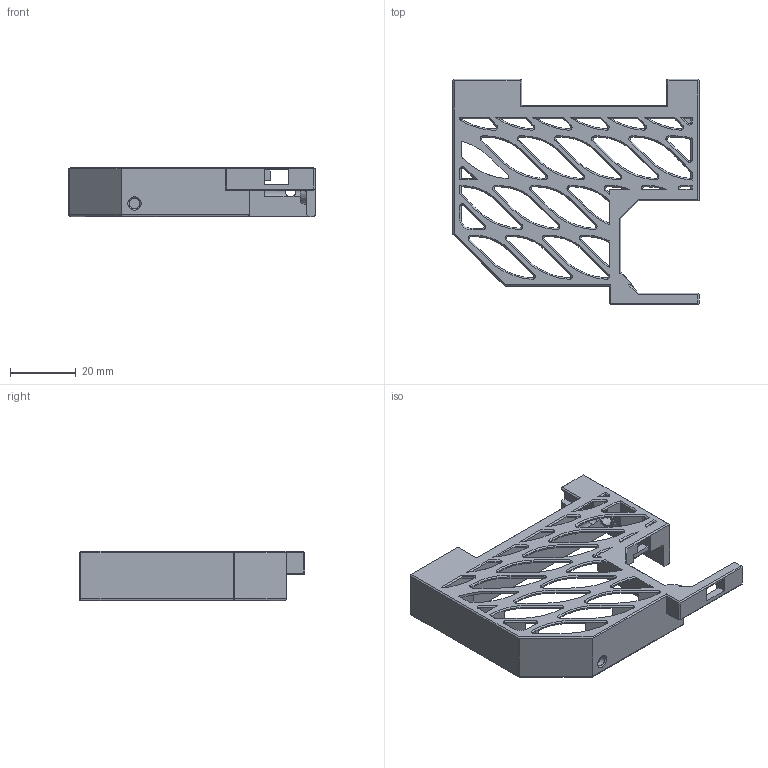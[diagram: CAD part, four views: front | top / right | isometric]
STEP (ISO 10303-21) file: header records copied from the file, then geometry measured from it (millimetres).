
FILE_DESCRIPTION(/* description */ (''),/* implementation_level */ '2;1');
FILE_NAME(/* name */ 'rear_skirt_A_x1.step',/* time_stamp */ '2026-01-13T22:15:23-05:00',/* author */ (''),/* organization */ (''),/* preprocessor_version */ 'ST-DEVELOPER v20.1',/* originating_system */ 'Autodesk Translation Framework v14.21.0.0',/* authorisation */ '');
FILE_SCHEMA (('AUTOMOTIVE_DESIGN { 1 0 10303 214 3 1 1 }'));
Length unit declared in the file: millimetre
Products named in the file (1): Rear Skirt
Bounding box: 75 x 68.6 x 15 mm (x, y, z)
Volume: 15821 mm3; surface area: 12957.1 mm2
Topology: 1 solids, 1 shells, 459 faces, 1248 edges, 761 vertices
Faces by surface type: plane 218, cylinder 138, cone 91, bspline 5, sphere 5, torus 2
Full cylindrical faces by diameter (mm): 3.3 x3, 4.7 x1, 6 x1
Entity records: 14925 total; most frequent: CARTESIAN_POINT 3181, ORIENTED_EDGE 2492, DIRECTION 2426, EDGE_CURVE 1246, LINE 822, VECTOR 822, AXIS2_PLACEMENT_3D 802, VERTEX_POINT 761
